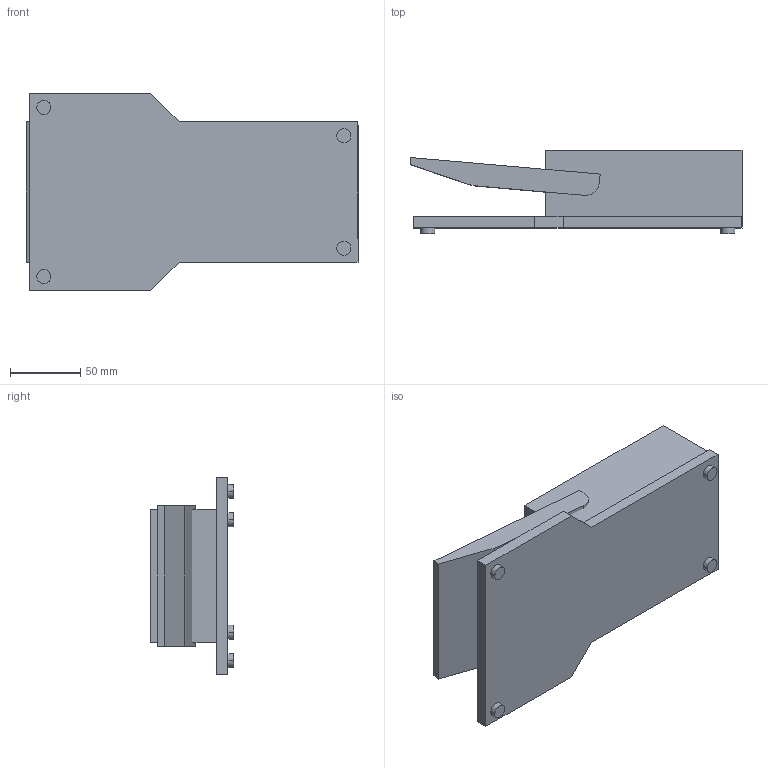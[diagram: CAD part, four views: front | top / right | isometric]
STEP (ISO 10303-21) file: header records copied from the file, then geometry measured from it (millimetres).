
FILE_DESCRIPTION((''),'2;1');
FILE_NAME('3d_KR110L11.stp','2012-10-03T08:42:43',(''),(''),'Mechanical Desktop 2011','Mechanical Desktop 2011',', , ');
FILE_SCHEMA(('CONFIG_CONTROL_DESIGN'));
Length unit declared in the file: millimetre
Products named in the file (1): Product
Bounding box: 235.6 x 59 x 140 mm (x, y, z)
Volume: 1032955.2 mm3; surface area: 142301 mm2
Topology: 7 solids, 7 shells, 41 faces, 81 edges, 54 vertices
Faces by surface type: plane 28, bspline 8, cylinder 5
Entity records: 1188 total; most frequent: CARTESIAN_POINT 257, DIRECTION 167, ORIENTED_EDGE 162, EDGE_CURVE 81, VECTOR 63, LINE 63, VERTEX_POINT 54, AXIS2_PLACEMENT_3D 52
